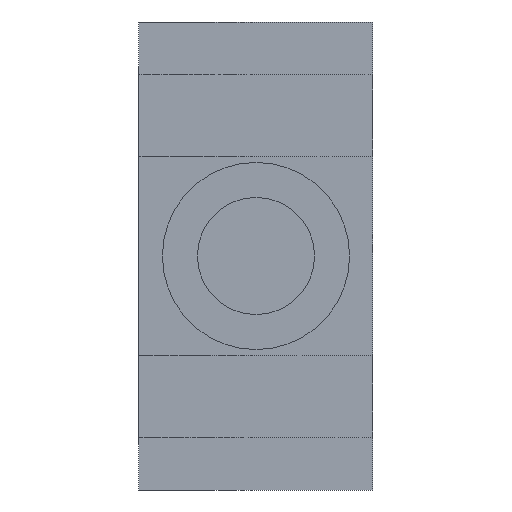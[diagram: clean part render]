
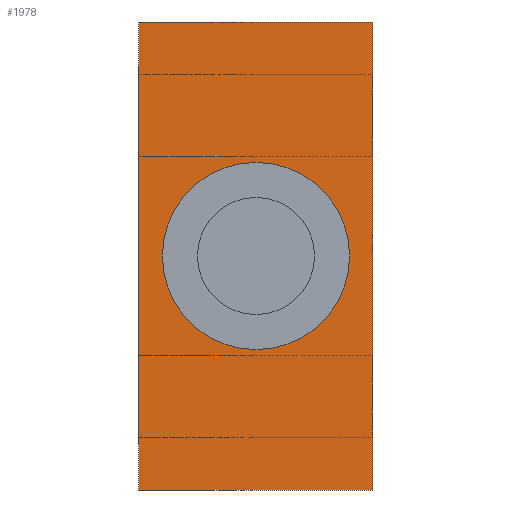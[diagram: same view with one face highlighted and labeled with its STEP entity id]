
A CAD part, left-side view. The second image highlights one B-rep face of the part: STEP entity #1978.
In plain terms, the highlighted planar face has unit normal (-1, 0, 0).
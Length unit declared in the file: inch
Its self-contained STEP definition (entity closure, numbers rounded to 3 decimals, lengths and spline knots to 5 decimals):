
#49 = CIRCLE ( 'NONE', #3169, 0.11614 ) ;
#355 = VECTOR ( 'NONE', #1544, 39.37008 ) ;
#362 = LINE ( 'NONE', #1531, #355 ) ;
#366 = VECTOR ( 'NONE', #1597, 39.37008 ) ;
#381 = LINE ( 'NONE', #1551, #366 ) ;
#451 = EDGE_CURVE ( 'NONE', #2454, #2488, #381, .T. ) ;
#460 = EDGE_CURVE ( 'NONE', #2454, #2268, #362, .T. ) ;
#528 = CARTESIAN_POINT ( 'NONE',  ( 0., 0., 0. ) ) ;
#561 = EDGE_CURVE ( 'NONE', #2513, #2899, #49, .T. ) ;
#756 = DIRECTION ( 'NONE',  ( 0., 0., -1. ) ) ;
#768 = DIRECTION ( 'NONE',  ( -1., 0., 0. ) ) ;
#770 = CARTESIAN_POINT ( 'NONE',  ( 0., 0.19685, 0.3937 ) ) ;
#772 = EDGE_CURVE ( 'NONE', #2899, #2513, #3084, .T. ) ;
#920 = AXIS2_PLACEMENT_3D ( 'NONE', #1338, #1330, #1286 ) ;
#966 = EDGE_CURVE ( 'NONE', #2268, #1108, #2052, .T. ) ;
#1008 = EDGE_LOOP ( 'NONE', ( #1916, #2927, #3196, #2533 ) ) ;
#1020 = EDGE_CURVE ( 'NONE', #2488, #1108, #1797, .T. ) ;
#1108 = VERTEX_POINT ( 'NONE', #3277 ) ;
#1141 = DIRECTION ( 'NONE',  ( 0., 0., -1. ) ) ;
#1147 = DIRECTION ( 'NONE',  ( -1., 0., 0. ) ) ;
#1154 = CARTESIAN_POINT ( 'NONE',  ( 0., 0.19685, 0.3937 ) ) ;
#1246 = CARTESIAN_POINT ( 'NONE',  ( 0., 0., 0. ) ) ;
#1286 = DIRECTION ( 'NONE',  ( 0., 0., -1. ) ) ;
#1330 = DIRECTION ( 'NONE',  ( 1., 0., 0. ) ) ;
#1338 = CARTESIAN_POINT ( 'NONE',  ( 0., 0.3937, 0. ) ) ;
#1395 = EDGE_LOOP ( 'NONE', ( #2350, #2879 ) ) ;
#1531 = CARTESIAN_POINT ( 'NONE',  ( 0., 0.3937, 0. ) ) ;
#1543 = PLANE ( 'NONE',  #920 ) ;
#1544 = DIRECTION ( 'NONE',  ( 0., 0., 1. ) ) ;
#1551 = CARTESIAN_POINT ( 'NONE',  ( 0., 0.3937, 0. ) ) ;
#1591 = FACE_OUTER_BOUND ( 'NONE', #1008, .T. ) ;
#1597 = DIRECTION ( 'NONE',  ( 0., -1., 0. ) ) ;
#1713 = FACE_BOUND ( 'NONE', #1395, .T. ) ;
#1781 = VECTOR ( 'NONE', #2714, 39.37008 ) ;
#1797 = LINE ( 'NONE', #528, #1781 ) ;
#1916 = ORIENTED_EDGE ( 'NONE', *, *, #1020, .T. ) ;
#1978 = ADVANCED_FACE ( 'NONE', ( #1713, #1591 ), #1543, .F. ) ;
#2041 = VECTOR ( 'NONE', #3168, 39.37008 ) ;
#2052 = LINE ( 'NONE', #3145, #2041 ) ;
#2268 = VERTEX_POINT ( 'NONE', #3034 ) ;
#2277 = CARTESIAN_POINT ( 'NONE',  ( 0., 0.08071, 0.3937 ) ) ;
#2350 = ORIENTED_EDGE ( 'NONE', *, *, #772, .F. ) ;
#2454 = VERTEX_POINT ( 'NONE', #2818 ) ;
#2488 = VERTEX_POINT ( 'NONE', #1246 ) ;
#2513 = VERTEX_POINT ( 'NONE', #2931 ) ;
#2533 = ORIENTED_EDGE ( 'NONE', *, *, #451, .T. ) ;
#2714 = DIRECTION ( 'NONE',  ( 0., 0., 1. ) ) ;
#2818 = CARTESIAN_POINT ( 'NONE',  ( 0., 0.3937, 0. ) ) ;
#2879 = ORIENTED_EDGE ( 'NONE', *, *, #561, .F. ) ;
#2899 = VERTEX_POINT ( 'NONE', #2277 ) ;
#2927 = ORIENTED_EDGE ( 'NONE', *, *, #966, .F. ) ;
#2931 = CARTESIAN_POINT ( 'NONE',  ( 0., 0.31299, 0.3937 ) ) ;
#3034 = CARTESIAN_POINT ( 'NONE',  ( 0., 0.3937, 0.7874 ) ) ;
#3074 = AXIS2_PLACEMENT_3D ( 'NONE', #770, #768, #756 ) ;
#3084 = CIRCLE ( 'NONE', #3074, 0.11614 ) ;
#3145 = CARTESIAN_POINT ( 'NONE',  ( 0., 0.3937, 0.7874 ) ) ;
#3168 = DIRECTION ( 'NONE',  ( 0., -1., 0. ) ) ;
#3169 = AXIS2_PLACEMENT_3D ( 'NONE', #1154, #1147, #1141 ) ;
#3196 = ORIENTED_EDGE ( 'NONE', *, *, #460, .F. ) ;
#3277 = CARTESIAN_POINT ( 'NONE',  ( 0., 0., 0.7874 ) ) ;
